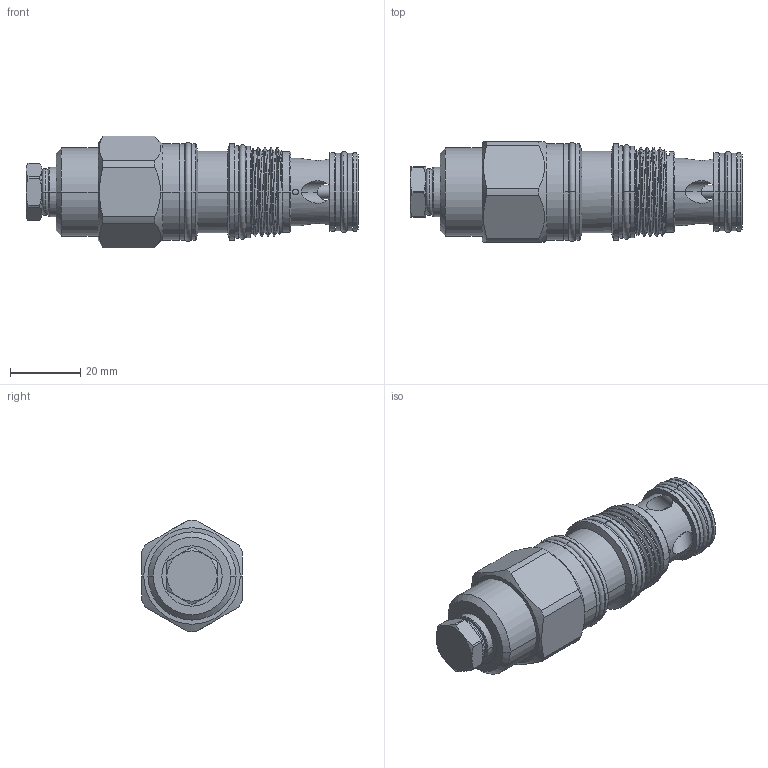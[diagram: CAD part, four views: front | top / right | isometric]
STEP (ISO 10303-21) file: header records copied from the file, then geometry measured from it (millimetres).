
FILE_DESCRIPTION (( 'STEP AP214' ), '1' );
FILE_NAME ('CK2A3C20.STEP', '2016-04-11T08:58:17', ( '' ), ( '' ), 'SwSTEP 2.0', 'SolidWorks 2012', '' );
FILE_SCHEMA (( 'AUTOMOTIVE_DESIGN' ));
Length unit declared in the file: millimetre
Products named in the file (1): CK2A3C20
Bounding box: 94.31 x 28.57 x 31.79 mm (x, y, z)
Volume: 39746.9 mm3; surface area: 15972.1 mm2
Topology: 7 solids, 8 shells, 339 faces, 815 edges, 497 vertices
Faces by surface type: cylinder 144, cone 87, plane 54, torus 43, bspline 9, sphere 2
Entity records: 18594 total; most frequent: CARTESIAN_POINT 7167, DIRECTION 1630, ORIENTED_EDGE 1622, EDGE_CURVE 811, AXIS2_PLACEMENT_3D 706, VERTEX_POINT 497, CIRCLE 375, EDGE_LOOP 372
